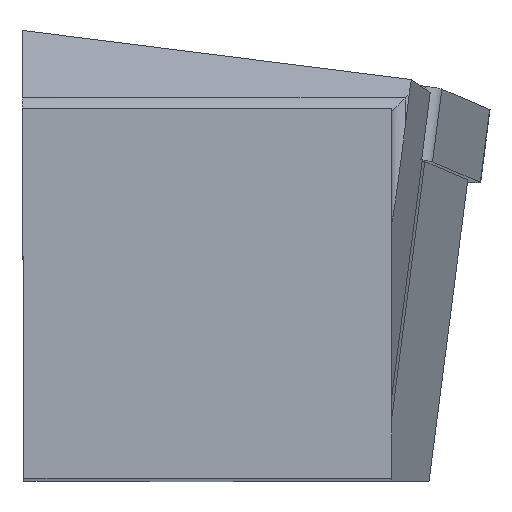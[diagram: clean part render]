
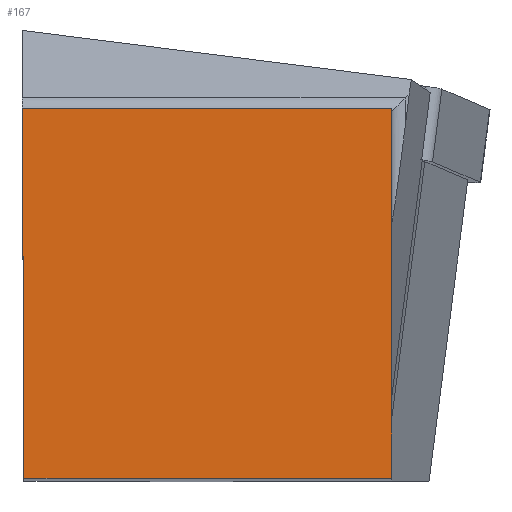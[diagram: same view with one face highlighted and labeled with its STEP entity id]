
A CAD part, top view. The second image highlights one B-rep face of the part: STEP entity #167.
In plain terms, the highlighted planar face has unit normal (0, 0, 1).
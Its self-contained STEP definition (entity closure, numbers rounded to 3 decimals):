
#131=FACE_OUTER_BOUND('',#374,.T.);
#167=ADVANCED_FACE('SHANK_FACE_BACK',(#131),#198,.F.);
#198=PLANE('',#855);
#253=LINE('',#1294,#319);
#255=LINE('',#1298,#321);
#258=LINE('',#1306,#324);
#259=LINE('',#1308,#325);
#319=VECTOR('',#1014,1.);
#321=VECTOR('',#1018,1.);
#324=VECTOR('',#1025,1.);
#325=VECTOR('',#1026,1.);
#374=EDGE_LOOP('',(#507,#508,#509,#510));
#507=ORIENTED_EDGE('',*,*,#705,.F.);
#508=ORIENTED_EDGE('',*,*,#703,.T.);
#509=ORIENTED_EDGE('',*,*,#709,.T.);
#510=ORIENTED_EDGE('',*,*,#710,.F.);
#624=VERTEX_POINT('',#1293);
#625=VERTEX_POINT('',#1295);
#626=VERTEX_POINT('',#1299);
#629=VERTEX_POINT('',#1307);
#703=EDGE_CURVE('',#625,#624,#253,.T.);
#705=EDGE_CURVE('',#625,#626,#255,.T.);
#709=EDGE_CURVE('',#624,#629,#258,.T.);
#710=EDGE_CURVE('',#626,#629,#259,.T.);
#855=AXIS2_PLACEMENT_3D('',#1309,#1027,#1028);
#1014=DIRECTION('',(1.,0.,0.));
#1018=DIRECTION('',(-0.004,1.,0.));
#1025=DIRECTION('',(0.,1.,0.));
#1026=DIRECTION('',(1.,0.,0.));
#1027=DIRECTION('',(0.,0.,-1.));
#1028=DIRECTION('',(-0.992,0.128,0.));
#1293=CARTESIAN_POINT('',(31.85,0.,0.));
#1294=CARTESIAN_POINT('',(-7.093,0.,0.));
#1295=CARTESIAN_POINT('',(0.139,0.,0.));
#1298=CARTESIAN_POINT('',(0.973,-191.233,0.));
#1299=CARTESIAN_POINT('',(0.,31.85,0.));
#1306=CARTESIAN_POINT('',(31.85,-7.092,0.));
#1307=CARTESIAN_POINT('',(31.85,31.85,0.));
#1308=CARTESIAN_POINT('',(-7.092,31.85,0.));
#1309=CARTESIAN_POINT('',(0.,0.,
0.));
